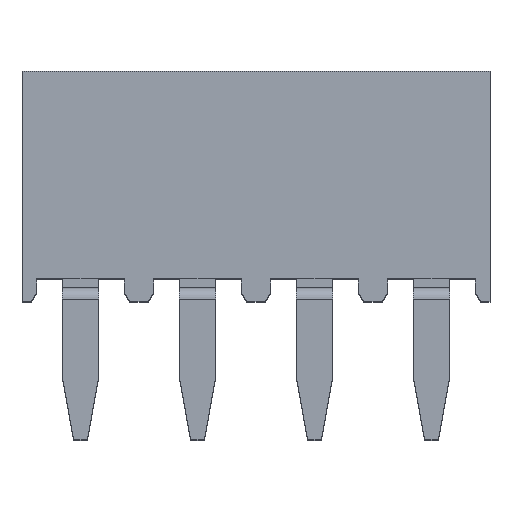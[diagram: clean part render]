
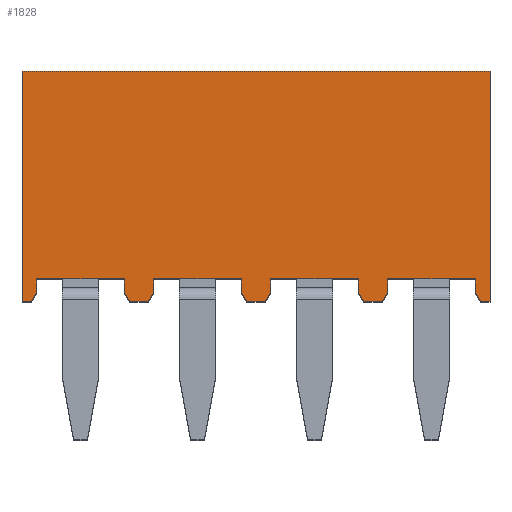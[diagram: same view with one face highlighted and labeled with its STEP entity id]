
A CAD part, top view. The second image highlights one B-rep face of the part: STEP entity #1828.
In plain terms, the highlighted planar face has unit normal (0, 0, 1).
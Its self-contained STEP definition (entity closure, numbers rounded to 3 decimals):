
#862=PLANE('',#18934);
#1828=ADVANCED_FACE('',(#3209),#862,.F.);
#3209=FACE_OUTER_BOUND('',#4279,.T.);
#4279=EDGE_LOOP('',(#11535,#11536,#11537,#11538,#11539,#11540,#11541,#11542,
#11543,#11544,#11545,#11546,#11547,#11548,#11549,#11550,#11551,#11552,#11553,
#11554,#11555,#11556,#11557,#11558,#11559,#11560,#11561,#11562));
#5727=LINE('',#29289,#7555);
#5741=LINE('',#29319,#7569);
#5767=LINE('',#29371,#7595);
#5768=LINE('',#29373,#7596);
#5769=LINE('',#29375,#7597);
#5770=LINE('',#29377,#7598);
#5771=LINE('',#29379,#7599);
#5772=LINE('',#29381,#7600);
#5773=LINE('',#29383,#7601);
#5774=LINE('',#29385,#7602);
#5775=LINE('',#29387,#7603);
#5776=LINE('',#29389,#7604);
#5777=LINE('',#29391,#7605);
#5778=LINE('',#29393,#7606);
#5779=LINE('',#29395,#7607);
#5780=LINE('',#29396,#7608);
#5781=LINE('',#29398,#7609);
#5782=LINE('',#29400,#7610);
#5783=LINE('',#29402,#7611);
#5784=LINE('',#29404,#7612);
#5785=LINE('',#29406,#7613);
#5786=LINE('',#29408,#7614);
#5787=LINE('',#29410,#7615);
#5788=LINE('',#29412,#7616);
#5789=LINE('',#29414,#7617);
#5790=LINE('',#29416,#7618);
#5791=LINE('',#29418,#7619);
#5792=LINE('',#29420,#7620);
#7555=VECTOR('',#22444,1.);
#7569=VECTOR('',#22460,1.);
#7595=VECTOR('',#22488,1.);
#7596=VECTOR('',#22489,1.);
#7597=VECTOR('',#22490,1.);
#7598=VECTOR('',#22491,1.);
#7599=VECTOR('',#22492,1.);
#7600=VECTOR('',#22493,1.);
#7601=VECTOR('',#22494,1.);
#7602=VECTOR('',#22495,1.);
#7603=VECTOR('',#22496,1.);
#7604=VECTOR('',#22497,1.);
#7605=VECTOR('',#22498,1.);
#7606=VECTOR('',#22499,1.);
#7607=VECTOR('',#22500,1.);
#7608=VECTOR('',#22501,1.);
#7609=VECTOR('',#22502,1.);
#7610=VECTOR('',#22503,1.);
#7611=VECTOR('',#22504,1.);
#7612=VECTOR('',#22505,1.);
#7613=VECTOR('',#22506,1.);
#7614=VECTOR('',#22507,1.);
#7615=VECTOR('',#22508,1.);
#7616=VECTOR('',#22509,1.);
#7617=VECTOR('',#22510,1.);
#7618=VECTOR('',#22511,1.);
#7619=VECTOR('',#22512,1.);
#7620=VECTOR('',#22513,1.);
#11535=ORIENTED_EDGE('',*,*,#16517,.F.);
#11536=ORIENTED_EDGE('',*,*,#16543,.T.);
#11537=ORIENTED_EDGE('',*,*,#16544,.T.);
#11538=ORIENTED_EDGE('',*,*,#16545,.T.);
#11539=ORIENTED_EDGE('',*,*,#16546,.F.);
#11540=ORIENTED_EDGE('',*,*,#16547,.F.);
#11541=ORIENTED_EDGE('',*,*,#16548,.T.);
#11542=ORIENTED_EDGE('',*,*,#16549,.T.);
#11543=ORIENTED_EDGE('',*,*,#16550,.T.);
#11544=ORIENTED_EDGE('',*,*,#16551,.T.);
#11545=ORIENTED_EDGE('',*,*,#16552,.F.);
#11546=ORIENTED_EDGE('',*,*,#16553,.F.);
#11547=ORIENTED_EDGE('',*,*,#16554,.T.);
#11548=ORIENTED_EDGE('',*,*,#16555,.T.);
#11549=ORIENTED_EDGE('',*,*,#16503,.T.);
#11550=ORIENTED_EDGE('',*,*,#16556,.T.);
#11551=ORIENTED_EDGE('',*,*,#16557,.F.);
#11552=ORIENTED_EDGE('',*,*,#16558,.F.);
#11553=ORIENTED_EDGE('',*,*,#16559,.T.);
#11554=ORIENTED_EDGE('',*,*,#16560,.T.);
#11555=ORIENTED_EDGE('',*,*,#16561,.T.);
#11556=ORIENTED_EDGE('',*,*,#16562,.T.);
#11557=ORIENTED_EDGE('',*,*,#16563,.F.);
#11558=ORIENTED_EDGE('',*,*,#16564,.F.);
#11559=ORIENTED_EDGE('',*,*,#16565,.T.);
#11560=ORIENTED_EDGE('',*,*,#16566,.T.);
#11561=ORIENTED_EDGE('',*,*,#16567,.T.);
#11562=ORIENTED_EDGE('',*,*,#16568,.F.);
#14335=VERTEX_POINT('',#29290);
#14336=VERTEX_POINT('',#29291);
#14349=VERTEX_POINT('',#29318);
#14350=VERTEX_POINT('',#29320);
#14375=VERTEX_POINT('',#29372);
#14376=VERTEX_POINT('',#29374);
#14377=VERTEX_POINT('',#29376);
#14378=VERTEX_POINT('',#29378);
#14379=VERTEX_POINT('',#29380);
#14380=VERTEX_POINT('',#29382);
#14381=VERTEX_POINT('',#29384);
#14382=VERTEX_POINT('',#29386);
#14383=VERTEX_POINT('',#29388);
#14384=VERTEX_POINT('',#29390);
#14385=VERTEX_POINT('',#29392);
#14386=VERTEX_POINT('',#29394);
#14387=VERTEX_POINT('',#29397);
#14388=VERTEX_POINT('',#29399);
#14389=VERTEX_POINT('',#29401);
#14390=VERTEX_POINT('',#29403);
#14391=VERTEX_POINT('',#29405);
#14392=VERTEX_POINT('',#29407);
#14393=VERTEX_POINT('',#29409);
#14394=VERTEX_POINT('',#29411);
#14395=VERTEX_POINT('',#29413);
#14396=VERTEX_POINT('',#29415);
#14397=VERTEX_POINT('',#29417);
#14398=VERTEX_POINT('',#29419);
#16503=EDGE_CURVE('',#14335,#14336,#5727,.T.);
#16517=EDGE_CURVE('',#14349,#14350,#5741,.T.);
#16543=EDGE_CURVE('',#14349,#14375,#5767,.T.);
#16544=EDGE_CURVE('',#14375,#14376,#5768,.T.);
#16545=EDGE_CURVE('',#14376,#14377,#5769,.T.);
#16546=EDGE_CURVE('',#14378,#14377,#5770,.T.);
#16547=EDGE_CURVE('',#14379,#14378,#5771,.T.);
#16548=EDGE_CURVE('',#14379,#14380,#5772,.T.);
#16549=EDGE_CURVE('',#14380,#14381,#5773,.T.);
#16550=EDGE_CURVE('',#14381,#14382,#5774,.T.);
#16551=EDGE_CURVE('',#14382,#14383,#5775,.T.);
#16552=EDGE_CURVE('',#14384,#14383,#5776,.T.);
#16553=EDGE_CURVE('',#14385,#14384,#5777,.T.);
#16554=EDGE_CURVE('',#14385,#14386,#5778,.T.);
#16555=EDGE_CURVE('',#14386,#14335,#5779,.T.);
#16556=EDGE_CURVE('',#14336,#14387,#5780,.T.);
#16557=EDGE_CURVE('',#14388,#14387,#5781,.T.);
#16558=EDGE_CURVE('',#14389,#14388,#5782,.T.);
#16559=EDGE_CURVE('',#14389,#14390,#5783,.T.);
#16560=EDGE_CURVE('',#14390,#14391,#5784,.T.);
#16561=EDGE_CURVE('',#14391,#14392,#5785,.T.);
#16562=EDGE_CURVE('',#14392,#14393,#5786,.T.);
#16563=EDGE_CURVE('',#14394,#14393,#5787,.T.);
#16564=EDGE_CURVE('',#14395,#14394,#5788,.T.);
#16565=EDGE_CURVE('',#14395,#14396,#5789,.T.);
#16566=EDGE_CURVE('',#14396,#14397,#5790,.T.);
#16567=EDGE_CURVE('',#14397,#14398,#5791,.T.);
#16568=EDGE_CURVE('',#14350,#14398,#5792,.T.);
#18934=AXIS2_PLACEMENT_3D('',#29421,#22514,#22515);
#22444=DIRECTION('',(1.,0.,0.));
#22460=DIRECTION('',(1.,0.,0.));
#22488=DIRECTION('',(0.,-1.,0.));
#22489=DIRECTION('',(1.,0.,0.));
#22490=DIRECTION('',(0.514,0.857,0.));
#22491=DIRECTION('',(0.,-1.,0.));
#22492=DIRECTION('',(-1.,0.,0.));
#22493=DIRECTION('',(0.,-1.,0.));
#22494=DIRECTION('',(0.514,-0.857,0.));
#22495=DIRECTION('',(1.,0.,0.));
#22496=DIRECTION('',(0.514,0.857,0.));
#22497=DIRECTION('',(0.,-1.,0.));
#22498=DIRECTION('',(-1.,0.,0.));
#22499=DIRECTION('',(0.,-1.,0.));
#22500=DIRECTION('',(0.514,-0.857,0.));
#22501=DIRECTION('',(0.514,0.857,0.));
#22502=DIRECTION('',(0.,-1.,0.));
#22503=DIRECTION('',(-1.,0.,0.));
#22504=DIRECTION('',(0.,-1.,0.));
#22505=DIRECTION('',(0.514,-0.857,0.));
#22506=DIRECTION('',(1.,0.,0.));
#22507=DIRECTION('',(0.514,0.857,0.));
#22508=DIRECTION('',(0.,-1.,0.));
#22509=DIRECTION('',(-1.,0.,0.));
#22510=DIRECTION('',(0.,-1.,0.));
#22511=DIRECTION('',(0.514,-0.857,0.));
#22512=DIRECTION('',(1.,0.,0.));
#22513=DIRECTION('',(0.,-1.,0.));
#22514=DIRECTION('',(0.,0.,-1.));
#22515=DIRECTION('',(-1.,0.,0.));
#29289=CARTESIAN_POINT('',(-7.701,-1.566,2.5));
#29290=CARTESIAN_POINT('',(7.339,-1.566,2.5));
#29291=CARTESIAN_POINT('',(7.739,-1.566,2.5));
#29318=CARTESIAN_POINT('',(2.459,3.434,2.5));
#29319=CARTESIAN_POINT('',(-7.701,3.434,2.5));
#29320=CARTESIAN_POINT('',(12.619,3.434,2.5));
#29371=CARTESIAN_POINT('',(2.459,3.434,2.5));
#29372=CARTESIAN_POINT('',(2.459,-1.566,2.5));
#29373=CARTESIAN_POINT('',(-7.701,-1.566,2.5));
#29374=CARTESIAN_POINT('',(2.659,-1.566,2.5));
#29375=CARTESIAN_POINT('',(2.779,-1.366,2.5));
#29376=CARTESIAN_POINT('',(2.779,-1.366,2.5));
#29377=CARTESIAN_POINT('',(2.779,-1.066,2.5));
#29378=CARTESIAN_POINT('',(2.779,-1.066,2.5));
#29379=CARTESIAN_POINT('',(2.779,-1.066,2.5));
#29380=CARTESIAN_POINT('',(4.679,-1.066,2.5));
#29381=CARTESIAN_POINT('',(4.679,-1.066,2.5));
#29382=CARTESIAN_POINT('',(4.679,-1.366,2.5));
#29383=CARTESIAN_POINT('',(4.679,-1.366,2.5));
#29384=CARTESIAN_POINT('',(4.799,-1.566,2.5));
#29385=CARTESIAN_POINT('',(-7.701,-1.566,2.5));
#29386=CARTESIAN_POINT('',(5.199,-1.566,2.5));
#29387=CARTESIAN_POINT('',(5.319,-1.366,2.5));
#29388=CARTESIAN_POINT('',(5.319,-1.366,2.5));
#29389=CARTESIAN_POINT('',(5.319,-1.066,2.5));
#29390=CARTESIAN_POINT('',(5.319,-1.066,2.5));
#29391=CARTESIAN_POINT('',(5.319,-1.066,2.5));
#29392=CARTESIAN_POINT('',(7.219,-1.066,2.5));
#29393=CARTESIAN_POINT('',(7.219,-1.066,2.5));
#29394=CARTESIAN_POINT('',(7.219,-1.366,2.5));
#29395=CARTESIAN_POINT('',(7.219,-1.366,2.5));
#29396=CARTESIAN_POINT('',(7.859,-1.366,2.5));
#29397=CARTESIAN_POINT('',(7.859,-1.366,2.5));
#29398=CARTESIAN_POINT('',(7.859,-1.066,2.5));
#29399=CARTESIAN_POINT('',(7.859,-1.066,2.5));
#29400=CARTESIAN_POINT('',(7.859,-1.066,2.5));
#29401=CARTESIAN_POINT('',(9.759,-1.066,2.5));
#29402=CARTESIAN_POINT('',(9.759,-1.066,2.5));
#29403=CARTESIAN_POINT('',(9.759,-1.366,2.5));
#29404=CARTESIAN_POINT('',(9.759,-1.366,2.5));
#29405=CARTESIAN_POINT('',(9.879,-1.566,2.5));
#29406=CARTESIAN_POINT('',(-7.701,-1.566,2.5));
#29407=CARTESIAN_POINT('',(10.279,-1.566,2.5));
#29408=CARTESIAN_POINT('',(10.399,-1.366,2.5));
#29409=CARTESIAN_POINT('',(10.399,-1.366,2.5));
#29410=CARTESIAN_POINT('',(10.399,-1.066,2.5));
#29411=CARTESIAN_POINT('',(10.399,-1.066,2.5));
#29412=CARTESIAN_POINT('',(10.399,-1.066,2.5));
#29413=CARTESIAN_POINT('',(12.299,-1.066,2.5));
#29414=CARTESIAN_POINT('',(12.299,-1.066,2.5));
#29415=CARTESIAN_POINT('',(12.299,-1.366,2.5));
#29416=CARTESIAN_POINT('',(12.299,-1.366,2.5));
#29417=CARTESIAN_POINT('',(12.419,-1.566,2.5));
#29418=CARTESIAN_POINT('',(-5.161,-1.566,2.5));
#29419=CARTESIAN_POINT('',(12.619,-1.566,2.5));
#29420=CARTESIAN_POINT('',(12.619,3.434,2.5));
#29421=CARTESIAN_POINT('',(-7.701,3.434,2.5));
